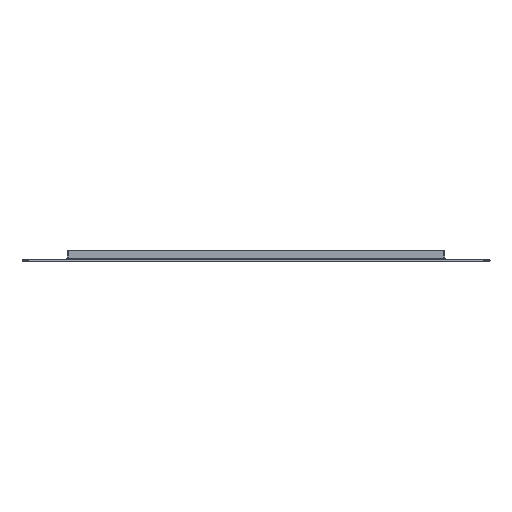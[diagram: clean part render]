
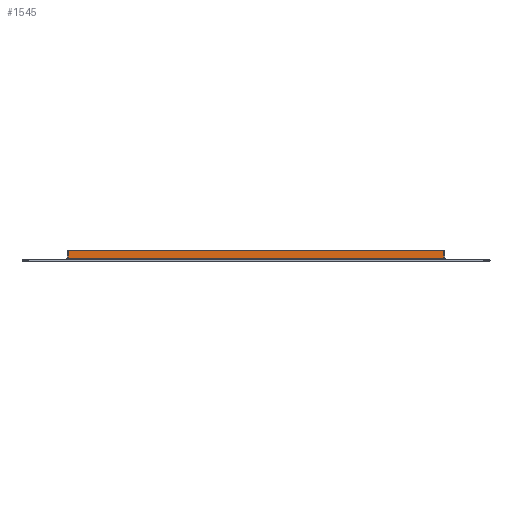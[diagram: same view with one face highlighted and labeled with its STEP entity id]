
A CAD part, front view. The second image highlights one B-rep face of the part: STEP entity #1545.
In plain terms, the highlighted planar face has unit normal (0, -1, 0).
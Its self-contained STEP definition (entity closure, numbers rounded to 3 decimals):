
#30 = CARTESIAN_POINT ( 'NONE',  ( -166.6, -846.5, 3. ) ) ;
#81 = VERTEX_POINT ( 'NONE', #2632 ) ;
#224 = DIRECTION ( 'NONE',  ( 0., 0., -1. ) ) ;
#226 = ORIENTED_EDGE ( 'NONE', *, *, #2757, .F. ) ;
#259 = CARTESIAN_POINT ( 'NONE',  ( 166.6, -846.5, 10. ) ) ;
#398 = CARTESIAN_POINT ( 'NONE',  ( -166.6, -846.5, 10. ) ) ;
#413 = VERTEX_POINT ( 'NONE', #2282 ) ;
#438 = DIRECTION ( 'NONE',  ( 1., 0., 0. ) ) ;
#531 = ORIENTED_EDGE ( 'NONE', *, *, #4031, .T. ) ;
#539 = VECTOR ( 'NONE', #224, 1000. ) ;
#714 = VECTOR ( 'NONE', #3404, 1000. ) ;
#922 = DIRECTION ( 'NONE',  ( 0., 0., -1. ) ) ;
#1081 = CARTESIAN_POINT ( 'NONE',  ( -166.6, -846.5, 3. ) ) ;
#1148 = EDGE_CURVE ( 'NONE', #81, #413, #3199, .T. ) ;
#1156 = CARTESIAN_POINT ( 'NONE',  ( -166.6, -846.5, 10. ) ) ;
#1278 = VECTOR ( 'NONE', #438, 1000. ) ;
#1507 = ORIENTED_EDGE ( 'NONE', *, *, #1148, .F. ) ;
#1512 = FACE_OUTER_BOUND ( 'NONE', #3365, .T. ) ;
#1545 = ADVANCED_FACE ( 'NONE', ( #1512 ), #3358, .F. ) ;
#1659 = LINE ( 'NONE', #398, #714 ) ;
#1767 = VECTOR ( 'NONE', #922, 1000. ) ;
#1932 = AXIS2_PLACEMENT_3D ( 'NONE', #3738, #2828, #2818 ) ;
#2015 = EDGE_CURVE ( 'NONE', #2311, #413, #2197, .T. ) ;
#2197 = LINE ( 'NONE', #1081, #1278 ) ;
#2282 = CARTESIAN_POINT ( 'NONE',  ( 166.6, -846.5, 3. ) ) ;
#2311 = VERTEX_POINT ( 'NONE', #30 ) ;
#2632 = CARTESIAN_POINT ( 'NONE',  ( 166.6, -846.5, 10. ) ) ;
#2635 = LINE ( 'NONE', #1156, #1767 ) ;
#2757 = EDGE_CURVE ( 'NONE', #3637, #81, #1659, .T. ) ;
#2794 = CARTESIAN_POINT ( 'NONE',  ( -166.6, -846.5, 10. ) ) ;
#2818 = DIRECTION ( 'NONE',  ( 0., 0., 1. ) ) ;
#2828 = DIRECTION ( 'NONE',  ( 0., 1., 0. ) ) ;
#3199 = LINE ( 'NONE', #259, #539 ) ;
#3358 = PLANE ( 'NONE',  #1932 ) ;
#3365 = EDGE_LOOP ( 'NONE', ( #531, #4078, #1507, #226 ) ) ;
#3404 = DIRECTION ( 'NONE',  ( 1., 0., 0. ) ) ;
#3637 = VERTEX_POINT ( 'NONE', #2794 ) ;
#3738 = CARTESIAN_POINT ( 'NONE',  ( -166.6, -846.5, 10. ) ) ;
#4031 = EDGE_CURVE ( 'NONE', #3637, #2311, #2635, .T. ) ;
#4078 = ORIENTED_EDGE ( 'NONE', *, *, #2015, .T. ) ;
